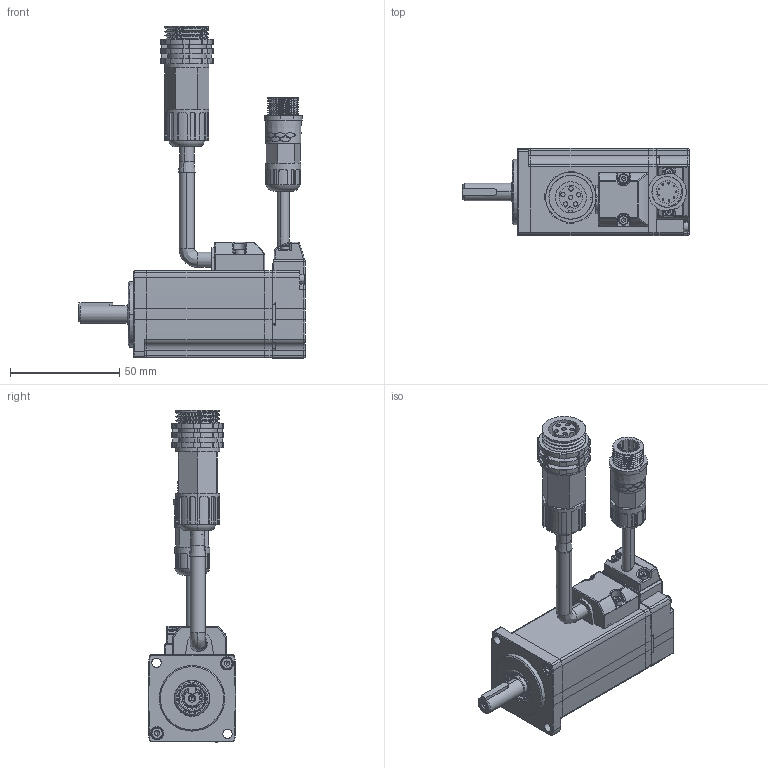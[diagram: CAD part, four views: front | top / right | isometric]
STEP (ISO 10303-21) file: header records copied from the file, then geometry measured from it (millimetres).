
FILE_DESCRIPTION (( 'STEP AP203' ), '1' );
FILE_NAME ('MXL-01A0430LA222.STEP', '2022-08-03T05:48:33', ( '' ), ( '' ), 'SwSTEP 2.0', 'SolidWorks 2018', '' );
FILE_SCHEMA (( 'CONFIG_CONTROL_DESIGN' ));
Length unit declared in the file: millimetre
Products named in the file (1): MXL-01A0430LA222
Bounding box: 103.5 x 40 x 151.99 mm (x, y, z)
Volume: 92983.2 mm3; surface area: 61138.7 mm2
Topology: 50 solids, 50 shells, 2009 faces, 4869 edges, 2979 vertices
Faces by surface type: plane 768, cylinder 652, bspline 339, cone 222, torus 24, sphere 4
Entity records: 84680 total; most frequent: CARTESIAN_POINT 39408, ORIENTED_EDGE 9566, DIRECTION 9275, EDGE_CURVE 4783, AXIS2_PLACEMENT_3D 3553, VERTEX_POINT 2975, EDGE_LOOP 2194, VECTOR 2169
